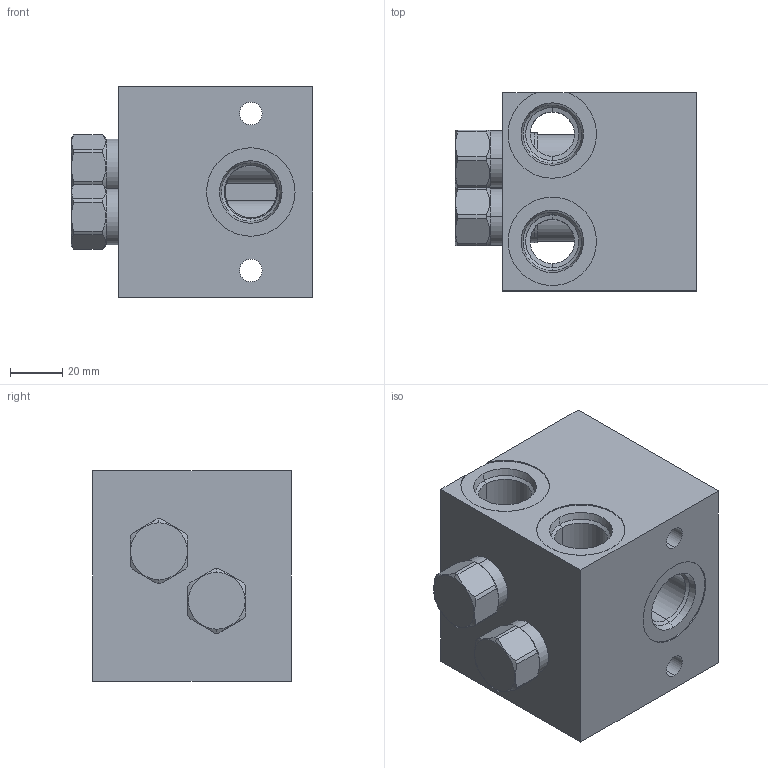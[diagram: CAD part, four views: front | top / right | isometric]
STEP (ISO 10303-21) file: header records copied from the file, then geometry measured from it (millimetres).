
FILE_DESCRIPTION((''),'2;1');
FILE_NAME('MANIFOLD_STP1_ASM','2017-06-09T',('Administrator'),(''),'PRO/ENGINEER BY PARAMETRIC TECHNOLOGY CORPORATION, 2006240','PRO/ENGINEER BY PARAMETRIC TECHNOLOGY CORPORATION, 2006240','');
FILE_SCHEMA(('CONFIG_CONTROL_DESIGN'));
Length unit declared in the file: inch
Products named in the file (3): 151170006E_PRT; ASMNAME_CART_PRT; MANIFOLD_STP1_ASM
Assembly tree (2 placements, depth 2):
  MANIFOLD_STP1_ASM
    151170006E_PRT
    ASMNAME_CART_PRT
Bounding box: 92.89 x 76.2 x 80.98 mm (x, y, z)
Surface area: 77333.4 mm2 (no closed solid volume)
Topology: 0 solids, 19 shells, 450 faces, 1166 edges, 749 vertices
Faces by surface type: cylinder 189, cone 109, plane 70, torus 60, bspline 22
Entity records: 17960 total; most frequent: CARTESIAN_POINT 6875, DIRECTION 2362, ORIENTED_EDGE 2256, EDGE_CURVE 1150, AXIS2_PLACEMENT_3D 1005, VERTEX_POINT 749, CIRCLE 572, EDGE_LOOP 529
